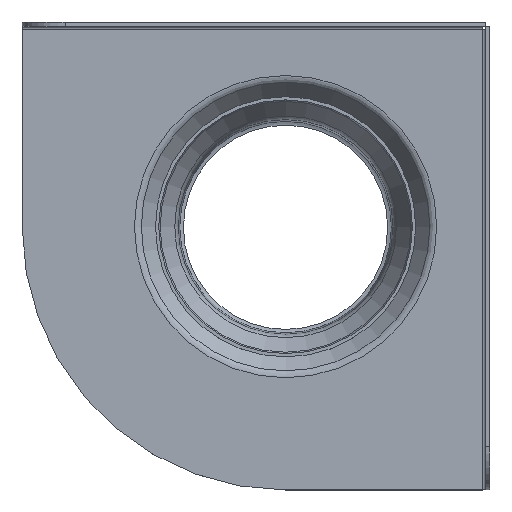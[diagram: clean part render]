
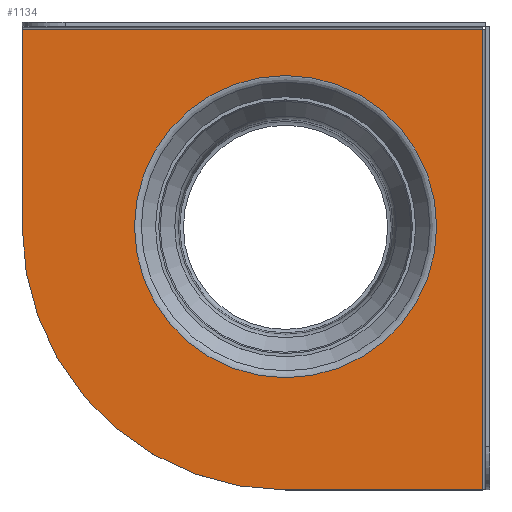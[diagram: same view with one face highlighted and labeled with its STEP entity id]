
A CAD part, top view. The second image highlights one B-rep face of the part: STEP entity #1134.
In plain terms, the highlighted planar face has unit normal (0, 0, 1).
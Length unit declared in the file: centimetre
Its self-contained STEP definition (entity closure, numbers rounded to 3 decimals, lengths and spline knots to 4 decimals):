
#40=FACE_BOUND('',#367,.T.);
#52=PLANE('',#1287);
#117=LINE('',#1963,#188);
#118=LINE('',#1965,#189);
#119=LINE('',#1967,#190);
#120=LINE('',#1968,#191);
#188=VECTOR('',#1609,1.);
#189=VECTOR('',#1610,10.);
#190=VECTOR('',#1611,10.);
#191=VECTOR('',#1612,10.);
#288=FACE_OUTER_BOUND('',#366,.T.);
#366=EDGE_LOOP('',(#954,#955,#956,#957,#958));
#367=EDGE_LOOP('',(#959));
#472=CIRCLE('',#1281,70.2863);
#474=CIRCLE('',#1286,122.5);
#551=VERTEX_POINT('',#1939);
#557=VERTEX_POINT('',#1956);
#558=VERTEX_POINT('',#1957);
#559=VERTEX_POINT('',#1962);
#560=VERTEX_POINT('',#1964);
#561=VERTEX_POINT('',#1966);
#685=EDGE_CURVE('',#551,#551,#472,.T.);
#692=EDGE_CURVE('',#557,#558,#474,.T.);
#695=EDGE_CURVE('',#559,#557,#117,.T.);
#696=EDGE_CURVE('',#559,#560,#118,.T.);
#697=EDGE_CURVE('',#560,#561,#119,.T.);
#698=EDGE_CURVE('',#558,#561,#120,.T.);
#954=ORIENTED_EDGE('',*,*,#695,.F.);
#955=ORIENTED_EDGE('',*,*,#696,.T.);
#956=ORIENTED_EDGE('',*,*,#697,.T.);
#957=ORIENTED_EDGE('',*,*,#698,.F.);
#958=ORIENTED_EDGE('',*,*,#692,.F.);
#959=ORIENTED_EDGE('',*,*,#685,.T.);
#1134=ADVANCED_FACE('',(#288,#40),#52,.T.);
#1281=AXIS2_PLACEMENT_3D('',#1941,#1588,#1589);
#1286=AXIS2_PLACEMENT_3D('',#1958,#1603,#1604);
#1287=AXIS2_PLACEMENT_3D('',#1961,#1607,#1608);
#1588=DIRECTION('center_axis',(0.,0.,-1.));
#1589=DIRECTION('ref_axis',(1.,0.,0.));
#1603=DIRECTION('center_axis',(0.,0.,-1.));
#1604=DIRECTION('ref_axis',(1.,0.,0.));
#1607=DIRECTION('center_axis',(0.,0.,1.));
#1608=DIRECTION('ref_axis',(0.,-1.,0.));
#1609=DIRECTION('',(-1.,0.,0.));
#1610=DIRECTION('',(0.,1.,0.));
#1611=DIRECTION('',(-1.,0.,0.));
#1612=DIRECTION('',(0.,1.,0.));
#1939=CARTESIAN_POINT('',(-70.2863,0.0707,68.));
#1941=CARTESIAN_POINT('Origin',(0.,0.0707,
68.));
#1956=CARTESIAN_POINT('',(0.,-122.4293,68.));
#1957=CARTESIAN_POINT('',(-122.5,0.0707,68.));
#1958=CARTESIAN_POINT('Origin',(0.,0.0707,
68.));
#1961=CARTESIAN_POINT('Origin',(-5.0629,-4.9922,68.));
#1962=CARTESIAN_POINT('',(91.75,-122.4293,68.));
#1963=CARTESIAN_POINT('',(93.1694,-122.4293,68.));
#1964=CARTESIAN_POINT('',(91.75,91.8207,68.));
#1965=CARTESIAN_POINT('',(91.75,43.4142,68.));
#1966=CARTESIAN_POINT('',(-122.5,91.8207,68.));
#1967=CARTESIAN_POINT('',(-63.7815,91.8207,68.));
#1968=CARTESIAN_POINT('',(-122.5,0.0707,68.));
